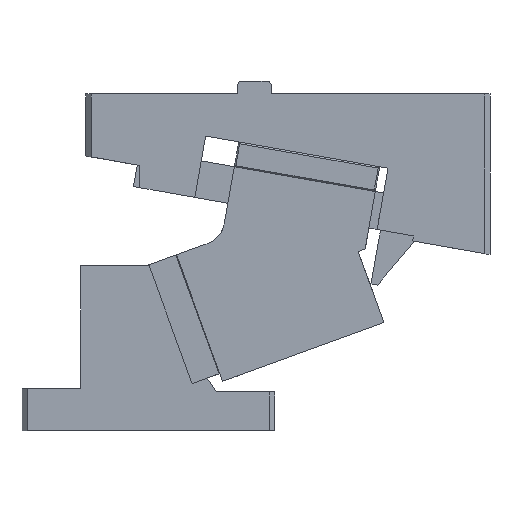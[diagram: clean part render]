
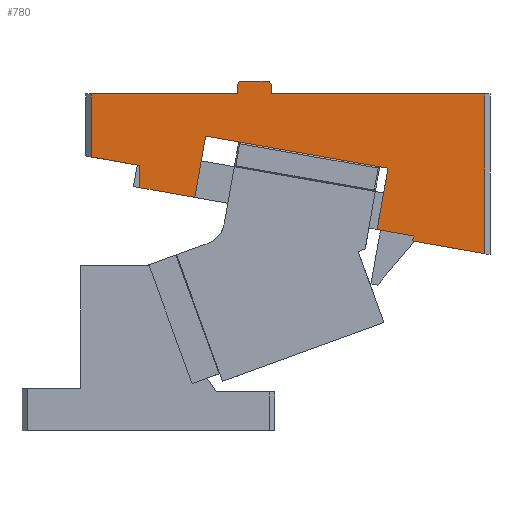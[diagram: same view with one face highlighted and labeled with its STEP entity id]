
A CAD part, front view. The second image highlights one B-rep face of the part: STEP entity #780.
In plain terms, the highlighted planar face has unit normal (0, -1, 0).
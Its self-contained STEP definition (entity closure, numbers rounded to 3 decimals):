
#105=CARTESIAN_POINT('Vertex',(232.623,0.,115.663)) ;
#108=CARTESIAN_POINT('Line Origine',(221.79,0.,117.574)) ;
#112=CARTESIAN_POINT('Vertex',(210.957,0.,119.484)) ;
#207=CARTESIAN_POINT('Vertex',(102.628,0.,138.585)) ;
#212=CARTESIAN_POINT('Line Origine',(86.314,0.,141.462)) ;
#216=CARTESIAN_POINT('Vertex',(70.,0.,144.338)) ;
#532=CARTESIAN_POINT('Line Origine',(214.169,0.,137.703)) ;
#536=CARTESIAN_POINT('Vertex',(217.382,0.,155.922)) ;
#609=CARTESIAN_POINT('Vertex',(109.053,0.,175.023)) ;
#612=CARTESIAN_POINT('Line Origine',(105.84,0.,156.804)) ;
#638=CARTESIAN_POINT('Line Origine',(163.217,0.,165.472)) ;
#650=CARTESIAN_POINT('Axis2P3D Location',(89.96,0.,168.322)) ;
#655=CARTESIAN_POINT('Line Origine',(70.,0.,150.938)) ;
#659=CARTESIAN_POINT('Vertex',(70.,0.,157.539)) ;
#662=CARTESIAN_POINT('Line Origine',(232.362,0.,114.186)) ;
#666=CARTESIAN_POINT('Vertex',(232.102,0.,112.709)) ;
#669=CARTESIAN_POINT('Line Origine',(239.551,0.,111.396)) ;
#673=CARTESIAN_POINT('Vertex',(247.,0.,110.082)) ;
#676=CARTESIAN_POINT('Line Origine',(261.,0.,107.613)) ;
#680=CARTESIAN_POINT('Vertex',(275.,0.,105.145)) ;
#683=CARTESIAN_POINT('Line Origine',(275.,0.,136.572)) ;
#687=CARTESIAN_POINT('Vertex',(275.,0.,168.)) ;
#690=CARTESIAN_POINT('Line Origine',(275.,0.,184.)) ;
#694=CARTESIAN_POINT('Vertex',(275.,0.,200.)) ;
#697=CARTESIAN_POINT('Line Origine',(211.5,0.,200.)) ;
#701=CARTESIAN_POINT('Vertex',(148.,0.,200.)) ;
#704=CARTESIAN_POINT('Line Origine',(148.,0.,202.75)) ;
#708=CARTESIAN_POINT('Vertex',(148.,0.,205.5)) ;
#711=CARTESIAN_POINT('Line Origine',(147.423,0.,206.5)) ;
#715=CARTESIAN_POINT('Vertex',(146.845,0.,207.5)) ;
#718=CARTESIAN_POINT('Line Origine',(138.,0.,207.5)) ;
#722=CARTESIAN_POINT('Vertex',(129.155,0.,207.5)) ;
#725=CARTESIAN_POINT('Line Origine',(128.577,0.,206.5)) ;
#729=CARTESIAN_POINT('Vertex',(128.,0.,205.5)) ;
#732=CARTESIAN_POINT('Line Origine',(128.,0.,202.75)) ;
#736=CARTESIAN_POINT('Vertex',(128.,0.,200.)) ;
#739=CARTESIAN_POINT('Line Origine',(84.5,0.,200.)) ;
#743=CARTESIAN_POINT('Vertex',(41.,0.,200.)) ;
#746=CARTESIAN_POINT('Line Origine',(41.,0.,181.326)) ;
#750=CARTESIAN_POINT('Vertex',(41.,0.,162.652)) ;
#753=CARTESIAN_POINT('Line Origine',(55.5,0.,160.095)) ;
#109=DIRECTION('Vector Direction',(0.985,0.,-0.174)) ;
#213=DIRECTION('Vector Direction',(0.985,0.,-0.174)) ;
#533=DIRECTION('Vector Direction',(-0.174,0.,-0.985)) ;
#613=DIRECTION('Vector Direction',(-0.174,0.,-0.985)) ;
#639=DIRECTION('Vector Direction',(-0.985,0.,0.174)) ;
#651=DIRECTION('Axis2P3D Direction',(0.,-1.,0.)) ;
#652=DIRECTION('Axis2P3D XDirection',(1.,0.,0.)) ;
#656=DIRECTION('Vector Direction',(0.,0.,-1.)) ;
#663=DIRECTION('Vector Direction',(0.174,0.,0.985)) ;
#670=DIRECTION('Vector Direction',(-0.985,0.,0.174)) ;
#677=DIRECTION('Vector Direction',(0.985,0.,-0.174)) ;
#684=DIRECTION('Vector Direction',(0.,0.,-1.)) ;
#691=DIRECTION('Vector Direction',(0.,0.,-1.)) ;
#698=DIRECTION('Vector Direction',(1.,0.,0.)) ;
#705=DIRECTION('Vector Direction',(0.,0.,1.)) ;
#712=DIRECTION('Vector Direction',(0.5,0.,-0.866)) ;
#719=DIRECTION('Vector Direction',(-1.,0.,0.)) ;
#726=DIRECTION('Vector Direction',(-0.5,0.,-0.866)) ;
#733=DIRECTION('Vector Direction',(0.,0.,1.)) ;
#740=DIRECTION('Vector Direction',(1.,0.,0.)) ;
#747=DIRECTION('Vector Direction',(0.,0.,1.)) ;
#754=DIRECTION('Vector Direction',(-0.985,0.,0.174)) ;
#653=AXIS2_PLACEMENT_3D('Plane Axis2P3D',#650,#651,#652) ;
#759=ORIENTED_EDGE('',*,*,#661,.T.) ;
#760=ORIENTED_EDGE('',*,*,#218,.T.) ;
#761=ORIENTED_EDGE('',*,*,#616,.F.) ;
#762=ORIENTED_EDGE('',*,*,#642,.F.) ;
#763=ORIENTED_EDGE('',*,*,#538,.T.) ;
#764=ORIENTED_EDGE('',*,*,#114,.T.) ;
#765=ORIENTED_EDGE('',*,*,#668,.F.) ;
#766=ORIENTED_EDGE('',*,*,#675,.F.) ;
#767=ORIENTED_EDGE('',*,*,#682,.T.) ;
#768=ORIENTED_EDGE('',*,*,#689,.F.) ;
#769=ORIENTED_EDGE('',*,*,#696,.F.) ;
#770=ORIENTED_EDGE('',*,*,#703,.F.) ;
#771=ORIENTED_EDGE('',*,*,#710,.T.) ;
#772=ORIENTED_EDGE('',*,*,#717,.F.) ;
#773=ORIENTED_EDGE('',*,*,#724,.F.) ;
#774=ORIENTED_EDGE('',*,*,#731,.F.) ;
#775=ORIENTED_EDGE('',*,*,#738,.F.) ;
#776=ORIENTED_EDGE('',*,*,#745,.F.) ;
#777=ORIENTED_EDGE('',*,*,#752,.F.) ;
#778=ORIENTED_EDGE('',*,*,#757,.F.) ;
#110=VECTOR('Line Direction',#109,1.) ;
#214=VECTOR('Line Direction',#213,1.) ;
#534=VECTOR('Line Direction',#533,1.) ;
#614=VECTOR('Line Direction',#613,1.) ;
#640=VECTOR('Line Direction',#639,1.) ;
#657=VECTOR('Line Direction',#656,1.) ;
#664=VECTOR('Line Direction',#663,1.) ;
#671=VECTOR('Line Direction',#670,1.) ;
#678=VECTOR('Line Direction',#677,1.) ;
#685=VECTOR('Line Direction',#684,1.) ;
#692=VECTOR('Line Direction',#691,1.) ;
#699=VECTOR('Line Direction',#698,1.) ;
#706=VECTOR('Line Direction',#705,1.) ;
#713=VECTOR('Line Direction',#712,1.) ;
#720=VECTOR('Line Direction',#719,1.) ;
#727=VECTOR('Line Direction',#726,1.) ;
#734=VECTOR('Line Direction',#733,1.) ;
#741=VECTOR('Line Direction',#740,1.) ;
#748=VECTOR('Line Direction',#747,1.) ;
#755=VECTOR('Line Direction',#754,1.) ;
#780=ADVANCED_FACE('CAM HOLDER',(#779),#654,.T.) ;
#114=EDGE_CURVE('',#113,#106,#111,.T.) ;
#218=EDGE_CURVE('',#217,#208,#215,.T.) ;
#538=EDGE_CURVE('',#537,#113,#535,.T.) ;
#616=EDGE_CURVE('',#610,#208,#615,.T.) ;
#642=EDGE_CURVE('',#537,#610,#641,.T.) ;
#661=EDGE_CURVE('',#660,#217,#658,.T.) ;
#668=EDGE_CURVE('',#667,#106,#665,.T.) ;
#675=EDGE_CURVE('',#674,#667,#672,.T.) ;
#682=EDGE_CURVE('',#674,#681,#679,.T.) ;
#689=EDGE_CURVE('',#688,#681,#686,.T.) ;
#696=EDGE_CURVE('',#695,#688,#693,.T.) ;
#703=EDGE_CURVE('',#702,#695,#700,.T.) ;
#710=EDGE_CURVE('',#702,#709,#707,.T.) ;
#717=EDGE_CURVE('',#716,#709,#714,.T.) ;
#724=EDGE_CURVE('',#723,#716,#721,.F.) ;
#731=EDGE_CURVE('',#730,#723,#728,.F.) ;
#738=EDGE_CURVE('',#737,#730,#735,.T.) ;
#745=EDGE_CURVE('',#744,#737,#742,.T.) ;
#752=EDGE_CURVE('',#751,#744,#749,.T.) ;
#757=EDGE_CURVE('',#660,#751,#756,.T.) ;
#758=EDGE_LOOP('',(#759,#760,#761,#762,#763,#764,#765,#766,#767,#768,#769,#770,#771,#772,#773,#774,#775,#776,#777,#778)) ;
#779=FACE_OUTER_BOUND('',#758,.T.) ;
#111=LINE('Line',#108,#110) ;
#215=LINE('Line',#212,#214) ;
#535=LINE('Line',#532,#534) ;
#615=LINE('Line',#612,#614) ;
#641=LINE('Line',#638,#640) ;
#658=LINE('Line',#655,#657) ;
#665=LINE('Line',#662,#664) ;
#672=LINE('Line',#669,#671) ;
#679=LINE('Line',#676,#678) ;
#686=LINE('Line',#683,#685) ;
#693=LINE('Line',#690,#692) ;
#700=LINE('Line',#697,#699) ;
#707=LINE('Line',#704,#706) ;
#714=LINE('Line',#711,#713) ;
#721=LINE('Line',#718,#720) ;
#728=LINE('Line',#725,#727) ;
#735=LINE('Line',#732,#734) ;
#742=LINE('Line',#739,#741) ;
#749=LINE('Line',#746,#748) ;
#756=LINE('Line',#753,#755) ;
#654=PLANE('Plane',#653) ;
#106=VERTEX_POINT('',#105) ;
#113=VERTEX_POINT('',#112) ;
#208=VERTEX_POINT('',#207) ;
#217=VERTEX_POINT('',#216) ;
#537=VERTEX_POINT('',#536) ;
#610=VERTEX_POINT('',#609) ;
#660=VERTEX_POINT('',#659) ;
#667=VERTEX_POINT('',#666) ;
#674=VERTEX_POINT('',#673) ;
#681=VERTEX_POINT('',#680) ;
#688=VERTEX_POINT('',#687) ;
#695=VERTEX_POINT('',#694) ;
#702=VERTEX_POINT('',#701) ;
#709=VERTEX_POINT('',#708) ;
#716=VERTEX_POINT('',#715) ;
#723=VERTEX_POINT('',#722) ;
#730=VERTEX_POINT('',#729) ;
#737=VERTEX_POINT('',#736) ;
#744=VERTEX_POINT('',#743) ;
#751=VERTEX_POINT('',#750) ;
